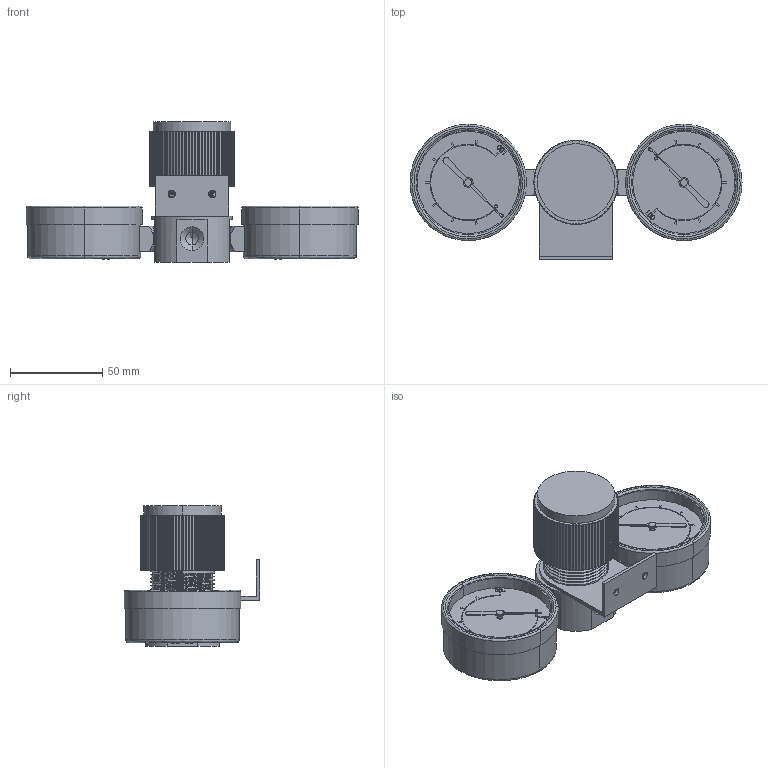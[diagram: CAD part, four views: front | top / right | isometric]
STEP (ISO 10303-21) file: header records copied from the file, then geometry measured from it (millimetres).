
FILE_DESCRIPTION (( 'STEP AP203' ), '1' );
FILE_NAME ('SE_01_1_3000.STEP', '2020-10-21T10:25:30', ( '' ), ( '' ), 'SwSTEP 2.0', 'SolidWorks 2017', '' );
FILE_SCHEMA (( 'CONFIG_CONTROL_DESIGN' ));
Length unit declared in the file: millimetre
Products named in the file (4): SE_01_1_3002; SE_01_1_3000; SE_01_1_3003; SE_01_1_3001
Assembly tree (4 placements, depth 2):
  SE_01_1_3000
    SE_01_1_3001
    SE_01_1_3002  x2
    SE_01_1_3003
Bounding box: 180.35 x 73.62 x 76.2 mm (x, y, z)
Volume: 248805.6 mm3; surface area: 51700.8 mm2
Topology: 4 solids, 4 shells, 919 faces, 2529 edges, 1653 vertices
Faces by surface type: plane 494, cylinder 244, bspline 117, cone 64
Entity records: 27549 total; most frequent: CARTESIAN_POINT 10655, ORIENTED_EDGE 3656, DIRECTION 3167, EDGE_CURVE 1828, VECTOR 1247, LINE 1247, VERTEX_POINT 1202, AXIS2_PLACEMENT_3D 960
